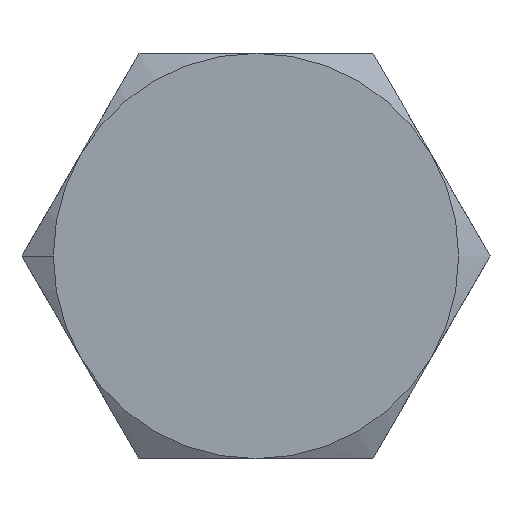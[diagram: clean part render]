
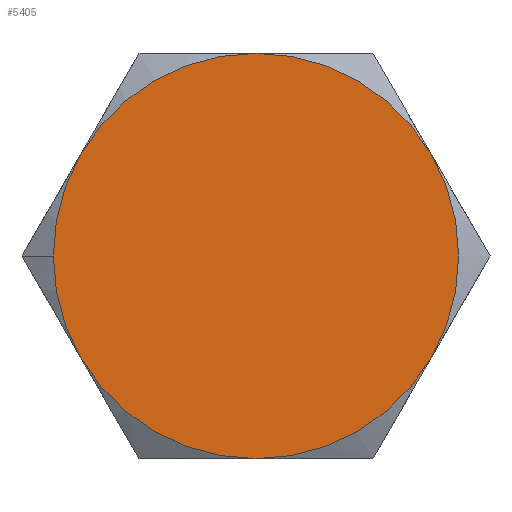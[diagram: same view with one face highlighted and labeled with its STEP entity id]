
A CAD part, left-side view. The second image highlights one B-rep face of the part: STEP entity #5405.
In plain terms, the highlighted planar face has unit normal (-1, 0, 0).
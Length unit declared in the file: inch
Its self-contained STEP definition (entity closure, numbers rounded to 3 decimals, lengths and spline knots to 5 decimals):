
#185 = CARTESIAN_POINT ( 'NONE',  ( -0.685, 0.54127, -0.3125 ) ) ;
#234 = ORIENTED_EDGE ( 'NONE', *, *, #7732, .F. ) ;
#265 = CIRCLE ( 'NONE', #2554, 0.625 ) ;
#438 = ORIENTED_EDGE ( 'NONE', *, *, #8736, .T. ) ;
#533 = DIRECTION ( 'NONE',  ( 0., 1., 0. ) ) ;
#574 = ORIENTED_EDGE ( 'NONE', *, *, #11335, .T. ) ;
#595 = CARTESIAN_POINT ( 'NONE',  ( -0.685, 0., 0. ) ) ;
#1134 = DIRECTION ( 'NONE',  ( -1., 0., 0. ) ) ;
#1167 = CARTESIAN_POINT ( 'NONE',  ( -0.685, -0.54127, 0.3125 ) ) ;
#1564 = VERTEX_POINT ( 'NONE', #10147 ) ;
#1606 = AXIS2_PLACEMENT_3D ( 'NONE', #6159, #10723, #5498 ) ;
#1972 = DIRECTION ( 'NONE',  ( 1., 0., 0. ) ) ;
#2091 = CARTESIAN_POINT ( 'NONE',  ( -0.685, 0., 0. ) ) ;
#2173 = EDGE_CURVE ( 'NONE', #3785, #10061, #265, .T. ) ;
#2257 = CIRCLE ( 'NONE', #5981, 0.625 ) ;
#2373 = CARTESIAN_POINT ( 'NONE',  ( -0.685, 0., 0. ) ) ;
#2444 = FACE_OUTER_BOUND ( 'NONE', #11215, .T. ) ;
#2554 = AXIS2_PLACEMENT_3D ( 'NONE', #6802, #5895, #7600 ) ;
#3193 = AXIS2_PLACEMENT_3D ( 'NONE', #595, #11080, #9233 ) ;
#3549 = EDGE_CURVE ( 'NONE', #8894, #4947, #9150, .T. ) ;
#3699 = VERTEX_POINT ( 'NONE', #4333 ) ;
#3785 = VERTEX_POINT ( 'NONE', #5107 ) ;
#3815 = VERTEX_POINT ( 'NONE', #5265 ) ;
#3981 = ORIENTED_EDGE ( 'NONE', *, *, #10355, .T. ) ;
#4333 = CARTESIAN_POINT ( 'NONE',  ( -0.685, 0., -0.625 ) ) ;
#4401 = AXIS2_PLACEMENT_3D ( 'NONE', #7406, #1134, #6453 ) ;
#4668 = CARTESIAN_POINT ( 'NONE',  ( -0.685, 0.72169, 0. ) ) ;
#4947 = VERTEX_POINT ( 'NONE', #1167 ) ;
#5107 = CARTESIAN_POINT ( 'NONE',  ( -0.685, 0.625, 0. ) ) ;
#5265 = CARTESIAN_POINT ( 'NONE',  ( -0.685, 0., 0.625 ) ) ;
#5405 = ADVANCED_FACE ( 'NONE', ( #2444 ), #8980, .F. ) ;
#5486 = DIRECTION ( 'NONE',  ( 0., 0., -1. ) ) ;
#5498 = DIRECTION ( 'NONE',  ( 0., 0., -1. ) ) ;
#5895 = DIRECTION ( 'NONE',  ( -1., 0., 0. ) ) ;
#5973 = CIRCLE ( 'NONE', #4401, 0.625 ) ;
#5981 = AXIS2_PLACEMENT_3D ( 'NONE', #2091, #9197, #8188 ) ;
#6159 = CARTESIAN_POINT ( 'NONE',  ( -0.685, 0., 0. ) ) ;
#6453 = DIRECTION ( 'NONE',  ( 0., 0., -1. ) ) ;
#6550 = AXIS2_PLACEMENT_3D ( 'NONE', #10291, #10217, #9415 ) ;
#6613 = DIRECTION ( 'NONE',  ( 1., 0., 0. ) ) ;
#6627 = CIRCLE ( 'NONE', #6550, 0.625 ) ;
#6802 = CARTESIAN_POINT ( 'NONE',  ( -0.685, 0., 0. ) ) ;
#6921 = AXIS2_PLACEMENT_3D ( 'NONE', #2373, #6613, #533 ) ;
#7284 = CARTESIAN_POINT ( 'NONE',  ( -0.685, -0.54127, -0.3125 ) ) ;
#7406 = CARTESIAN_POINT ( 'NONE',  ( -0.685, 0., 0. ) ) ;
#7600 = DIRECTION ( 'NONE',  ( 0., 0., -1. ) ) ;
#7669 = ORIENTED_EDGE ( 'NONE', *, *, #3549, .T. ) ;
#7732 = EDGE_CURVE ( 'NONE', #1564, #3815, #9245, .T. ) ;
#8188 = DIRECTION ( 'NONE',  ( 0., 0., -1. ) ) ;
#8736 = EDGE_CURVE ( 'NONE', #1564, #3785, #5973, .T. ) ;
#8894 = VERTEX_POINT ( 'NONE', #7284 ) ;
#8980 = PLANE ( 'NONE',  #9519 ) ;
#9150 = CIRCLE ( 'NONE', #1606, 0.625 ) ;
#9197 = DIRECTION ( 'NONE',  ( -1., 0., 0. ) ) ;
#9233 = DIRECTION ( 'NONE',  ( 0., 0., -1. ) ) ;
#9245 = CIRCLE ( 'NONE', #6921, 0.625 ) ;
#9415 = DIRECTION ( 'NONE',  ( 0., 0., -1. ) ) ;
#9519 = AXIS2_PLACEMENT_3D ( 'NONE', #4668, #1972, #5486 ) ;
#10008 = ORIENTED_EDGE ( 'NONE', *, *, #2173, .T. ) ;
#10061 = VERTEX_POINT ( 'NONE', #185 ) ;
#10147 = CARTESIAN_POINT ( 'NONE',  ( -0.685, 0.54127, 0.3125 ) ) ;
#10217 = DIRECTION ( 'NONE',  ( -1., 0., 0. ) ) ;
#10266 = ORIENTED_EDGE ( 'NONE', *, *, #10454, .T. ) ;
#10291 = CARTESIAN_POINT ( 'NONE',  ( -0.685, 0., 0. ) ) ;
#10355 = EDGE_CURVE ( 'NONE', #3699, #8894, #2257, .T. ) ;
#10454 = EDGE_CURVE ( 'NONE', #4947, #3815, #6627, .T. ) ;
#10723 = DIRECTION ( 'NONE',  ( -1., 0., 0. ) ) ;
#10990 = CIRCLE ( 'NONE', #3193, 0.625 ) ;
#11080 = DIRECTION ( 'NONE',  ( -1., 0., 0. ) ) ;
#11215 = EDGE_LOOP ( 'NONE', ( #574, #3981, #7669, #10266, #234, #438, #10008 ) ) ;
#11335 = EDGE_CURVE ( 'NONE', #10061, #3699, #10990, .T. ) ;
